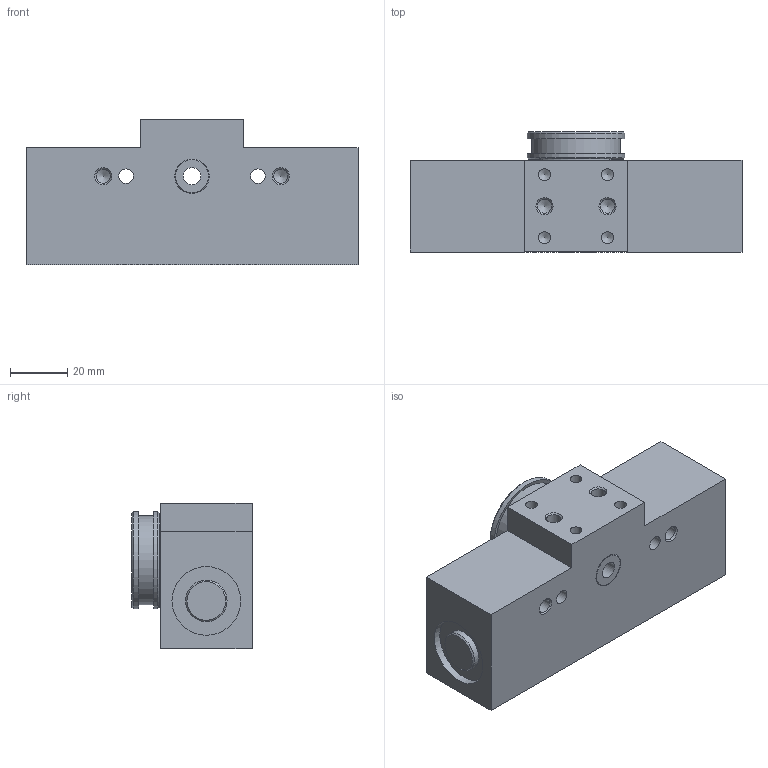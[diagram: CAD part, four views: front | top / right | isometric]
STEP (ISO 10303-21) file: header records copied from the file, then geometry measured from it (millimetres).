
FILE_DESCRIPTION(/* description */ (''),/* implementation_level */ '2;1');
FILE_NAME(/* name */ 'PAO-MC 15-A-N-RO-PN.stp',/* time_stamp */ '2021-10-18T10:01:23+02:00',/* author */ ('Francesca'),/* organization */ (''),/* preprocessor_version */ 'ST-DEVELOPER v17',/* originating_system */ 'Autodesk Inventor 2019',/* authorisation */ '');
FILE_SCHEMA (('AUTOMOTIVE_DESIGN { 1 0 10303 214 3 1 1 }'));
Length unit declared in the file: millimetre
Products named in the file (3): PAO-MC 15-A-N-RO-PN; Corpo; Rotore
Assembly tree (2 placements, depth 2):
  PAO-MC 15-A-N-RO-PN
    Corpo
    Rotore
Bounding box: 116 x 42 x 51 mm (x, y, z)
Volume: 153113 mm3; surface area: 34281.8 mm2
Topology: 2 solids, 2 shells, 119 faces, 342 edges, 244 vertices
Faces by surface type: plane 49, cylinder 44, cone 26
Full cylindrical faces by diameter (mm): 3.3 x4, 4 x2, 4.2 x6, 5 x4, 5.1 x2, 6 x1, 9.5 x2, 12 x2, 14.5 x2, 24 x2, 30.5 x1, 31 x2, 34 x2
Entity records: 4139 total; most frequent: DIRECTION 764, CARTESIAN_POINT 699, ORIENTED_EDGE 660, EDGE_CURVE 330, AXIS2_PLACEMENT_3D 309, VERTEX_POINT 244, CIRCLE 184, EDGE_LOOP 156
